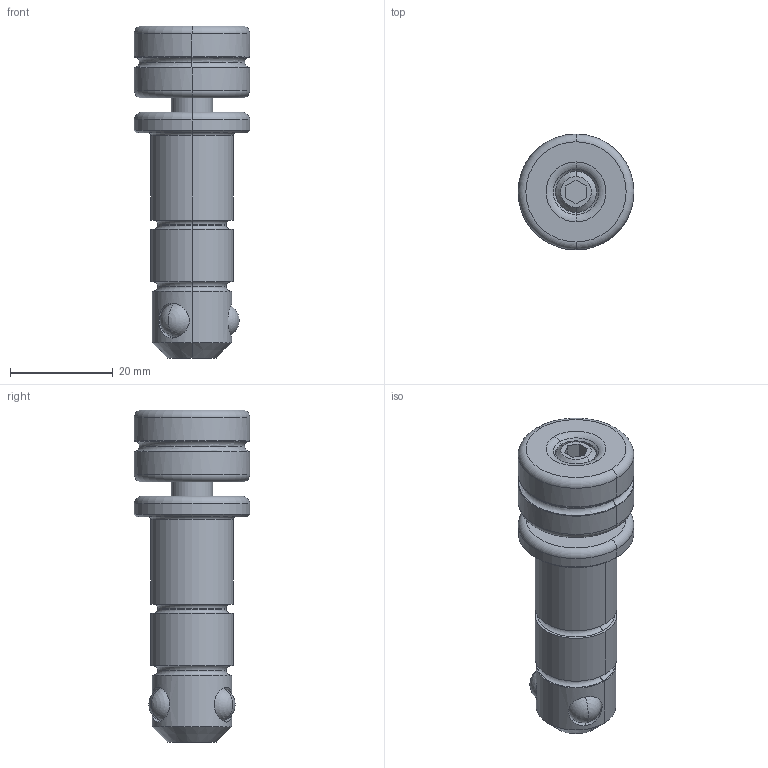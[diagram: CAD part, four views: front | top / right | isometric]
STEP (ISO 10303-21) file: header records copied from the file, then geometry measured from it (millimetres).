
FILE_DESCRIPTION(('STEP AP214'),'1');
FILE_NAME('160512.STP','2011-09-09T11:09:00',(' '),(' '),'Spatial InterOp 3D',' ',' ');
FILE_SCHEMA(('automotive_design'));
Length unit declared in the file: millimetre
Products named in the file (8): Zylinder; Kugel; Gewindestift DIN 914 M5x5
Bounding box: 22.5 x 22.5 x 64.58 mm (x, y, z)
Volume: 15017.9 mm3; surface area: 8354.8 mm2
Topology: 8 solids, 8 shells, 136 faces, 327 edges, 194 vertices
Faces by surface type: cylinder 42, plane 34, torus 24, cone 24, sphere 8, bspline 4
Entity records: 6505 total; most frequent: CARTESIAN_POINT 2160, DIRECTION 684, ORIENTED_EDGE 614, EDGE_CURVE 307, AXIS2_PLACEMENT_3D 288, VERTEX_POINT 194, EDGE_LOOP 153, CIRCLE 145
